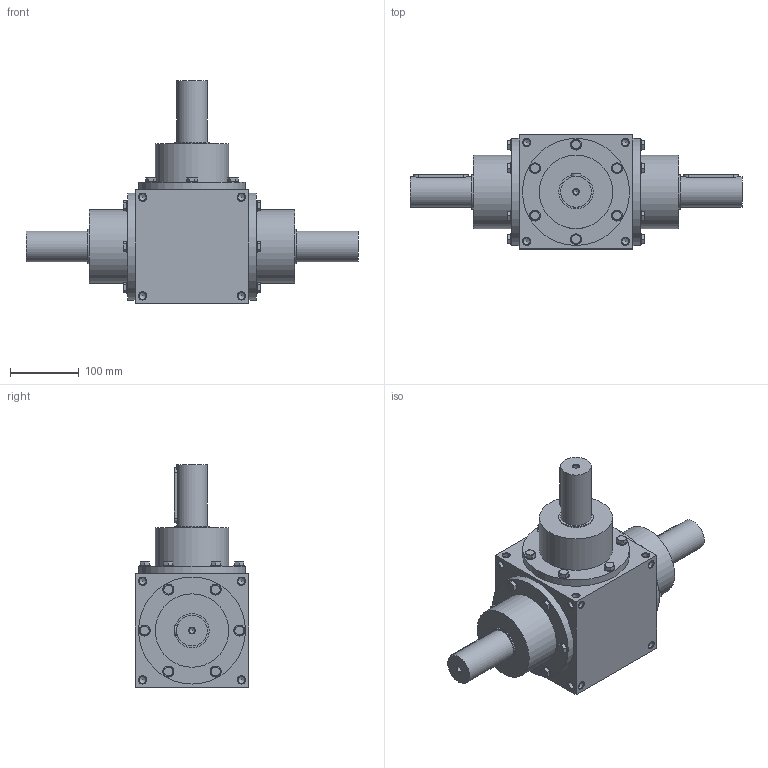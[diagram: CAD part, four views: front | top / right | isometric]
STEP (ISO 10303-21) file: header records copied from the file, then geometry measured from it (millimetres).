
FILE_DESCRIPTION(/* description */ ('STEP AP203'),/* implementation_level */ '2;1');
FILE_NAME(/* name */ 'RZ166_S8_R.1_1',/* time_stamp */ '2022-12-06T11:14:02+01:00',/* author */ ('License CC BY-ND 4.0'),/* organization */ ('CADENAS'),/* preprocessor_version */ 'ST-DEVELOPER v18.102',/* originating_system */ 'PARTsolutions',/* authorisation */ ' ');
FILE_SCHEMA (('CONFIG_CONTROL_DESIGN'));
Length unit declared in the file: millimetre
Products named in the file (4): RZ166_S8_R.1/1; RR166-shaft; RC_RR166-screw; RZ1668-case
Assembly tree (22 placements, depth 2):
  RZ166_S8_R.1/1
    RR166-shaft  x3
    RC_RR166-screw  x18
    RZ1668-case
Bounding box: 484 x 166 x 325 mm (x, y, z)
Volume: 7125368.2 mm3; surface area: 388398.2 mm2
Topology: 22 solids, 22 shells, 447 faces, 1052 edges, 650 vertices
Faces by surface type: plane 195, cone 162, cylinder 90
Full cylindrical faces by diameter (mm): 8.376 x3, 10.106 x48, 16 x18, 45 x3, 50 x6, 107 x3, 156 x3
Entity records: 4174 total; most frequent: DIRECTION 782, CARTESIAN_POINT 697, ORIENTED_EDGE 498, AXIS2_PLACEMENT_3D 375, FACE_BOUND 297, EDGE_LOOP 272, EDGE_CURVE 249, VERTEX_POINT 222
